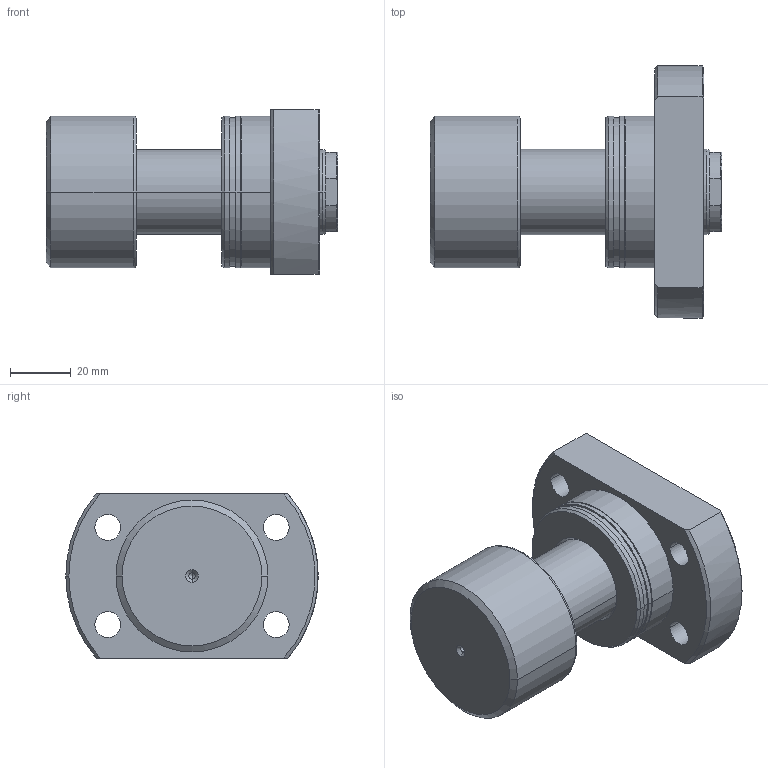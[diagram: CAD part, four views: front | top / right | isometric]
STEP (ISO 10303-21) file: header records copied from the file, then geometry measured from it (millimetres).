
FILE_DESCRIPTION (( 'STEP AP203' ), '1' );
FILE_NAME ('c261.STEP', '2024-01-08T12:32:10', ( '' ), ( '' ), 'SwSTEP 2.0', 'SolidWorks 2019', '' );
FILE_SCHEMA (( 'CONFIG_CONTROL_DESIGN' ));
Length unit declared in the file: millimetre
Products named in the file (3): V400CL_PC_Y 2d3bf0f286366053bfea6469a6e2e633; c261; V400CL_VC_X 2d3bf0f286366053bfea6469a6e2e633
Assembly tree (2 placements, depth 2):
  c261
    V400CL_VC_X 2d3bf0f286366053bfea6469a6e2e633
    V400CL_PC_Y 2d3bf0f286366053bfea6469a6e2e633
Bounding box: 96 x 83 x 54 mm (x, y, z)
Volume: 169025.1 mm3; surface area: 32749.8 mm2
Topology: 2 solids, 2 shells, 103 faces, 232 edges, 143 vertices
Faces by surface type: cylinder 47, cone 28, plane 26, torus 2
Entity records: 3214 total; most frequent: DIRECTION 555, CARTESIAN_POINT 527, ORIENTED_EDGE 456, AXIS2_PLACEMENT_3D 235, EDGE_CURVE 228, VERTEX_POINT 143, EDGE_LOOP 127, CIRCLE 127
